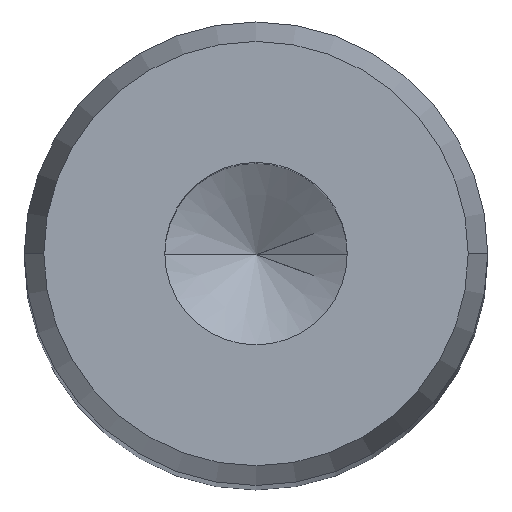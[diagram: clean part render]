
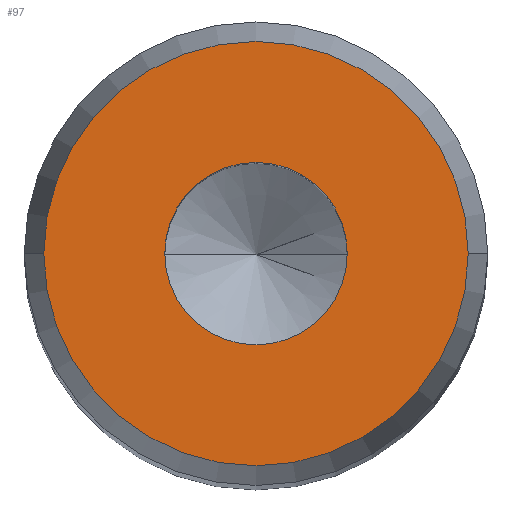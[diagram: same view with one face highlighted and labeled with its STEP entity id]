
A CAD part, top view. The second image highlights one B-rep face of the part: STEP entity #97.
In plain terms, the highlighted planar face has unit normal (0, 0, 1).
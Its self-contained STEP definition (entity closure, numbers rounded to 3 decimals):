
#5 = EDGE_LOOP ( 'NONE', ( #65, #418 ) ) ;
#18 = DIRECTION ( 'NONE',  ( 0., 0., 1. ) ) ;
#19 = AXIS2_PLACEMENT_3D ( 'NONE', #440, #401, #48 ) ;
#29 = DIRECTION ( 'NONE',  ( 1., 0., 0. ) ) ;
#39 = CIRCLE ( 'NONE', #148, 2.5 ) ;
#48 = DIRECTION ( 'NONE',  ( 1., 0., 0. ) ) ;
#57 = DIRECTION ( 'NONE',  ( 1., 0., 0. ) ) ;
#59 = ORIENTED_EDGE ( 'NONE', *, *, #424, .T. ) ;
#65 = ORIENTED_EDGE ( 'NONE', *, *, #66, .F. ) ;
#66 = EDGE_CURVE ( 'NONE', #200, #186, #39, .T. ) ;
#97 = ADVANCED_FACE ( 'NONE', ( #254, #285 ), #138, .T. ) ;
#107 = CARTESIAN_POINT ( 'NONE',  ( 2.5, 0., 75. ) ) ;
#115 = CARTESIAN_POINT ( 'NONE',  ( 0., 0., 75. ) ) ;
#138 = PLANE ( 'NONE',  #249 ) ;
#148 = AXIS2_PLACEMENT_3D ( 'NONE', #360, #18, #477 ) ;
#155 = ORIENTED_EDGE ( 'NONE', *, *, #470, .T. ) ;
#170 = VERTEX_POINT ( 'NONE', #480 ) ;
#186 = VERTEX_POINT ( 'NONE', #271 ) ;
#200 = VERTEX_POINT ( 'NONE', #107 ) ;
#222 = CIRCLE ( 'NONE', #284, 2.5 ) ;
#231 = CARTESIAN_POINT ( 'NONE',  ( -5.814, 0., 75. ) ) ;
#243 = EDGE_CURVE ( 'NONE', #186, #200, #222, .T. ) ;
#249 = AXIS2_PLACEMENT_3D ( 'NONE', #282, #408, #57 ) ;
#254 = FACE_BOUND ( 'NONE', #5, .T. ) ;
#267 = DIRECTION ( 'NONE',  ( 0., 0., 1. ) ) ;
#271 = CARTESIAN_POINT ( 'NONE',  ( -2.5, 0., 75. ) ) ;
#282 = CARTESIAN_POINT ( 'NONE',  ( 0., 0., 75. ) ) ;
#284 = AXIS2_PLACEMENT_3D ( 'NONE', #115, #377, #29 ) ;
#285 = FACE_OUTER_BOUND ( 'NONE', #329, .T. ) ;
#286 = VERTEX_POINT ( 'NONE', #231 ) ;
#301 = CIRCLE ( 'NONE', #19, 5.814 ) ;
#329 = EDGE_LOOP ( 'NONE', ( #59, #155 ) ) ;
#360 = CARTESIAN_POINT ( 'NONE',  ( 0., 0., 75. ) ) ;
#368 = AXIS2_PLACEMENT_3D ( 'NONE', #493, #267, #379 ) ;
#377 = DIRECTION ( 'NONE',  ( 0., 0., 1. ) ) ;
#379 = DIRECTION ( 'NONE',  ( 1., 0., 0. ) ) ;
#394 = CIRCLE ( 'NONE', #368, 5.814 ) ;
#401 = DIRECTION ( 'NONE',  ( 0., 0., 1. ) ) ;
#408 = DIRECTION ( 'NONE',  ( 0., 0., 1. ) ) ;
#418 = ORIENTED_EDGE ( 'NONE', *, *, #243, .F. ) ;
#424 = EDGE_CURVE ( 'NONE', #286, #170, #301, .T. ) ;
#440 = CARTESIAN_POINT ( 'NONE',  ( 0., 0., 75. ) ) ;
#470 = EDGE_CURVE ( 'NONE', #170, #286, #394, .T. ) ;
#477 = DIRECTION ( 'NONE',  ( 1., 0., 0. ) ) ;
#480 = CARTESIAN_POINT ( 'NONE',  ( 5.814, 0., 75. ) ) ;
#493 = CARTESIAN_POINT ( 'NONE',  ( 0., 0., 75. ) ) ;
